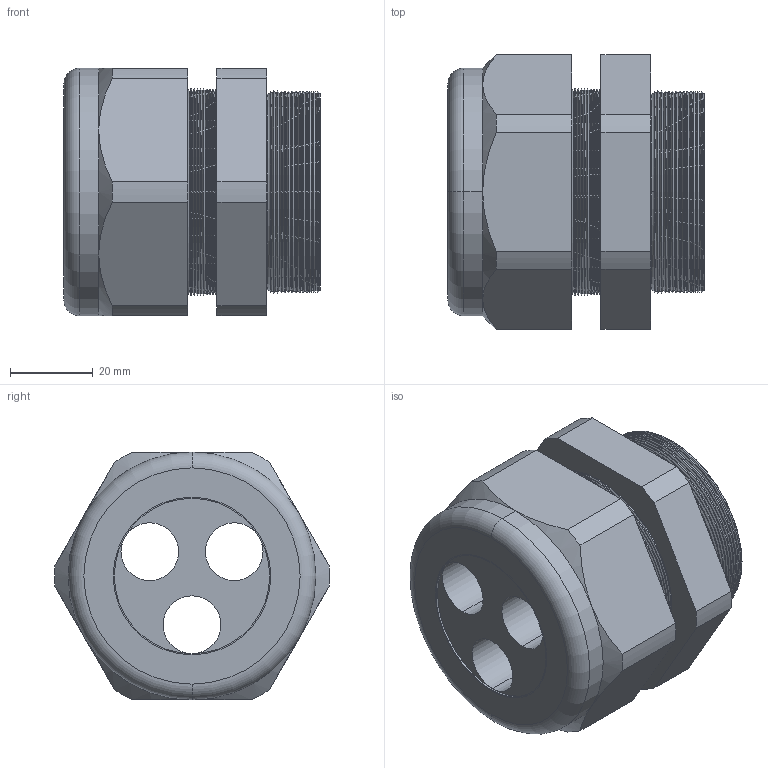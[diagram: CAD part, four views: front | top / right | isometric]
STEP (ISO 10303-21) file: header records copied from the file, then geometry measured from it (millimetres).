
FILE_DESCRIPTION (( 'STEP AP203' ), '1' );
FILE_NAME ('CD50M1-GY.STEP', '2008-11-25T07:15:10', ( 'bay06' ), ( '' ), 'SwSTEP 2.0', 'SolidWorks 2007', '' );
FILE_SCHEMA (( 'CONFIG_CONTROL_DESIGN' ));
Length unit declared in the file: inch
Products named in the file (1): CD50M1-GY
Bounding box: 61.98 x 66.52 x 59.94 mm (x, y, z)
Volume: 98812.8 mm3; surface area: 31270.9 mm2
Topology: 2 solids, 2 shells, 196 faces, 416 edges, 228 vertices
Faces by surface type: cone 144, cylinder 26, plane 20, torus 6
Entity records: 5339 total; most frequent: DIRECTION 1008, CARTESIAN_POINT 945, ORIENTED_EDGE 832, EDGE_CURVE 416, AXIS2_PLACEMENT_3D 407, VERTEX_POINT 228, CIRCLE 210, EDGE_LOOP 208
